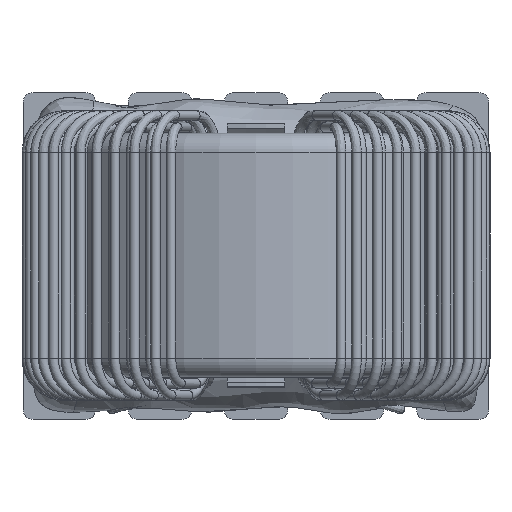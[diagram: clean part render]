
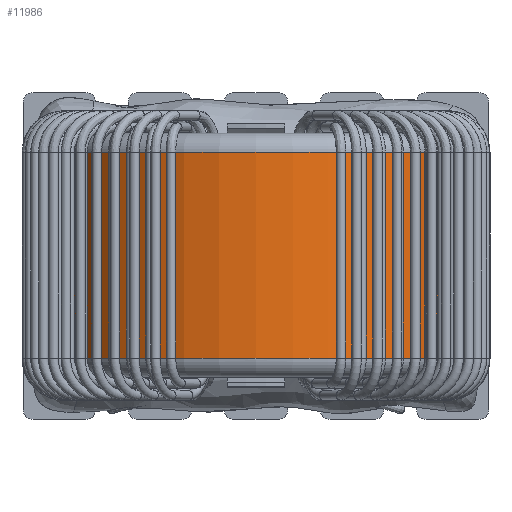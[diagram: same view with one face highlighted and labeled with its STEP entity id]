
A CAD part, top view. The second image highlights one B-rep face of the part: STEP entity #11986.
In plain terms, the highlighted cylindrical face has radius 11 mm (diameter 22 mm), a full revolution.
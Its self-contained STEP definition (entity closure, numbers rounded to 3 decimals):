
#1294=ORIENTED_EDGE('',*,*,#4064,.T.);
#1295=ORIENTED_EDGE('',*,*,#4065,.T.);
#4064=EDGE_CURVE('',#5449,#5449,#6660,.T.);
#4065=EDGE_CURVE('',#5450,#5450,#6661,.F.);
#5449=VERTEX_POINT('',#25759);
#5450=VERTEX_POINT('',#25761);
#6660=CIRCLE('',#20090,11.);
#6661=CIRCLE('',#20091,11.);
#7638=EDGE_LOOP('',(#1294));
#7639=EDGE_LOOP('',(#1295));
#9574=FACE_BOUND('',#7638,.T.);
#9575=FACE_BOUND('',#7639,.T.);
#11509=CYLINDRICAL_SURFACE('',#20089,11.);
#11986=ADVANCED_FACE('',(#9574,#9575),#11509,.T.);
#20089=AXIS2_PLACEMENT_3D('',#25757,#21893,#21894);
#20090=AXIS2_PLACEMENT_3D('',#25758,#21895,#21896);
#20091=AXIS2_PLACEMENT_3D('',#25760,#21897,#21898);
#21893=DIRECTION('',(0.,1.,0.));
#21894=DIRECTION('',(0.,0.,1.));
#21895=DIRECTION('',(0.,1.,0.));
#21896=DIRECTION('',(0.,0.,1.));
#21897=DIRECTION('',(0.,1.,0.));
#21898=DIRECTION('',(0.,0.,1.));
#25757=CARTESIAN_POINT('',(0.,-6.35,15.1));
#25758=CARTESIAN_POINT('',(0.,-5.35,15.1));
#25759=CARTESIAN_POINT('',(0.,-5.35,26.1));
#25760=CARTESIAN_POINT('',(0.,5.35,15.1));
#25761=CARTESIAN_POINT('',(0.,5.35,26.1));
